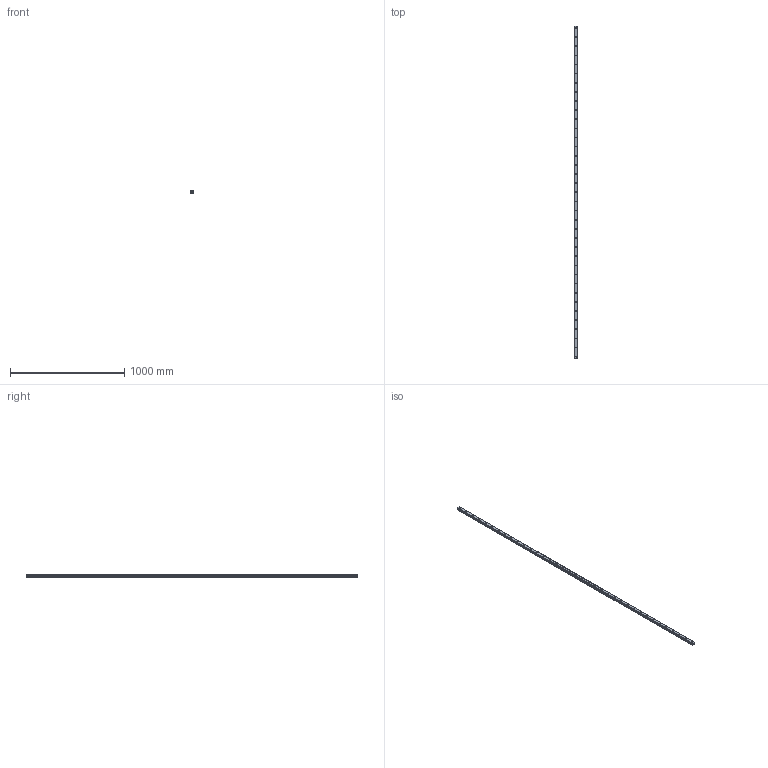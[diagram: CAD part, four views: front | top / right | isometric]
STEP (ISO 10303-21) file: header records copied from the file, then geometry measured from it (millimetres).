
FILE_DESCRIPTION(('STEP AP214'),'1');
FILE_NAME('cctmp_AC947652-06BF-4E1C-A8B6-5516FFA12991_2021_02_10_11_43_13_0587..stp','2021-02-10T10:43:13',('HIWIN GmbH'),('CADClick - www.CADClick.com'),'Spatial InterOp 3D',' ','unknown authorization');
FILE_SCHEMA(('AUTOMOTIVE_DESIGN'));
Length unit declared in the file: millimetre
Products named in the file (1): EGR30R2910C_FILE
Bounding box: 28 x 2910 x 23 mm (x, y, z)
Volume: 1626099.6 mm3; surface area: 327169 mm2
Topology: 1 solids, 1 shells, 436 faces, 957 edges, 638 vertices
Faces by surface type: cylinder 240, plane 196
Entity records: 15693 total; most frequent: DIRECTION 2311, CARTESIAN_POINT 2032, ORIENTED_EDGE 1914, EDGE_CURVE 957, AXIS2_PLACEMENT_3D 917, VERTEX_POINT 638, EDGE_LOOP 551, CIRCLE 480
